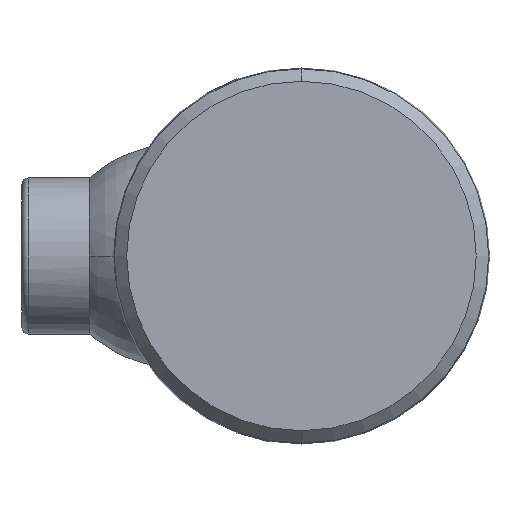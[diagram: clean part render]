
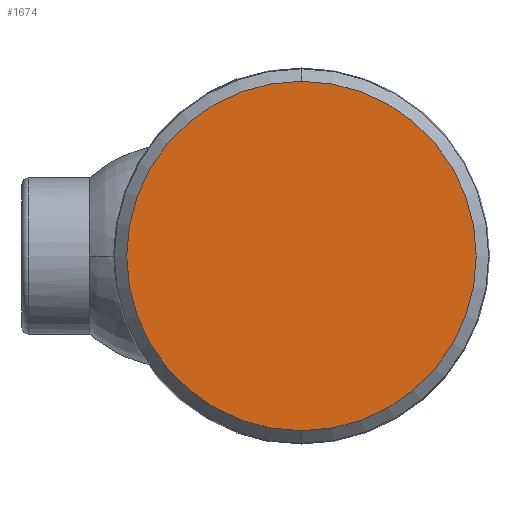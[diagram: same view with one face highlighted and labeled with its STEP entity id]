
A CAD part, left-side view. The second image highlights one B-rep face of the part: STEP entity #1674.
In plain terms, the highlighted planar face has unit normal (-1, 0, 0).
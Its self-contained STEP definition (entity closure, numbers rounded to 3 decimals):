
#54 = EDGE_CURVE ( 'NONE', #2685, #2090, #3133, .T. ) ;
#216 = AXIS2_PLACEMENT_3D ( 'NONE', #899, #888, #886 ) ;
#411 = CIRCLE ( 'NONE', #216, 28. ) ;
#427 = AXIS2_PLACEMENT_3D ( 'NONE', #2005, #1987, #1941 ) ;
#605 = DIRECTION ( 'NONE',  ( 0., 0., -1. ) ) ;
#621 = DIRECTION ( 'NONE',  ( 1., 0., 0. ) ) ;
#731 = PLANE ( 'NONE',  #1986 ) ;
#886 = DIRECTION ( 'NONE',  ( 0., 0., -1. ) ) ;
#888 = DIRECTION ( 'NONE',  ( -1., 0., 0. ) ) ;
#899 = CARTESIAN_POINT ( 'NONE',  ( 0., 0., 0. ) ) ;
#1045 = CARTESIAN_POINT ( 'NONE',  ( 0., 0., 0. ) ) ;
#1070 = ORIENTED_EDGE ( 'NONE', *, *, #2440, .T. ) ;
#1311 = FACE_OUTER_BOUND ( 'NONE', #3230, .T. ) ;
#1674 = ADVANCED_FACE ( 'NONE', ( #1311 ), #731, .F. ) ;
#1941 = DIRECTION ( 'NONE',  ( 0., 0., -1. ) ) ;
#1986 = AXIS2_PLACEMENT_3D ( 'NONE', #1045, #621, #605 ) ;
#1987 = DIRECTION ( 'NONE',  ( -1., 0., 0. ) ) ;
#2005 = CARTESIAN_POINT ( 'NONE',  ( 0., 0., 0. ) ) ;
#2090 = VERTEX_POINT ( 'NONE', #2599 ) ;
#2440 = EDGE_CURVE ( 'NONE', #2090, #2685, #411, .T. ) ;
#2599 = CARTESIAN_POINT ( 'NONE',  ( 0., 0., -28. ) ) ;
#2685 = VERTEX_POINT ( 'NONE', #3396 ) ;
#2719 = ORIENTED_EDGE ( 'NONE', *, *, #54, .T. ) ;
#3133 = CIRCLE ( 'NONE', #427, 28. ) ;
#3230 = EDGE_LOOP ( 'NONE', ( #1070, #2719 ) ) ;
#3396 = CARTESIAN_POINT ( 'NONE',  ( 0., 0., 28. ) ) ;
